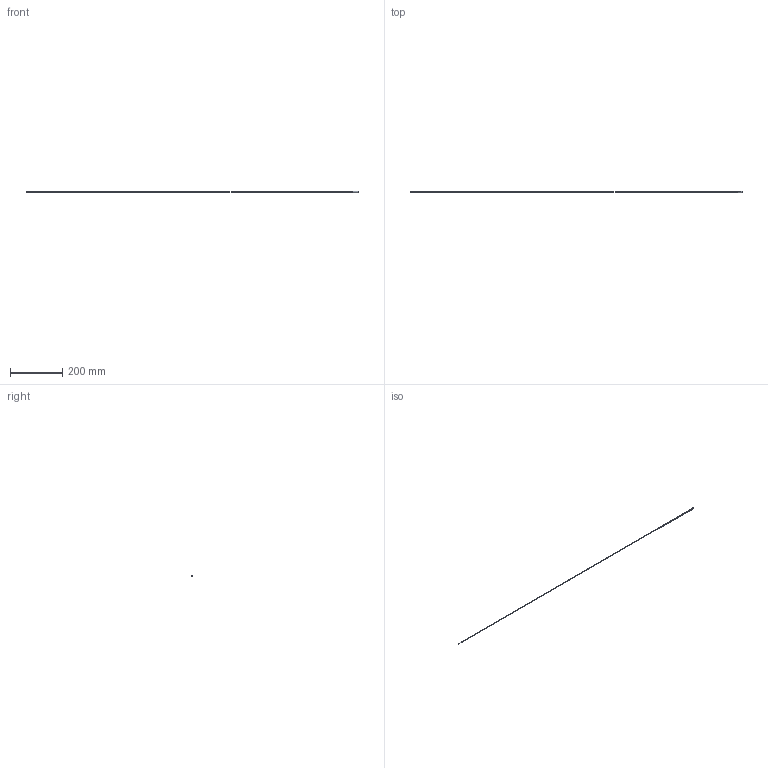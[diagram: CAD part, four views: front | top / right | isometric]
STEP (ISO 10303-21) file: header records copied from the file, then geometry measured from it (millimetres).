
FILE_DESCRIPTION (( 'STEP AP214' ), '1' );
FILE_NAME ('2283-C.STEP', '2015-12-02T12:45:55', ( '' ), ( '' ), 'SwSTEP 2.0', 'SolidWorks 2015', '' );
FILE_SCHEMA (( 'AUTOMOTIVE_DESIGN' ));
Length unit declared in the file: millimetre
Products named in the file (1): 2283-C
Bounding box: 1272.8 x 3.97 x 4 mm (x, y, z)
Volume: 3343.4 mm3; surface area: 10629.6 mm2
Topology: 1 solids, 2 shells, 40 faces, 84 edges, 56 vertices
Faces by surface type: cylinder 23, plane 17
Entity records: 1438 total; most frequent: DIRECTION 216, CARTESIAN_POINT 181, ORIENTED_EDGE 168, AXIS2_PLACEMENT_3D 91, EDGE_CURVE 84, VERTEX_POINT 56, CIRCLE 50, EDGE_LOOP 48
